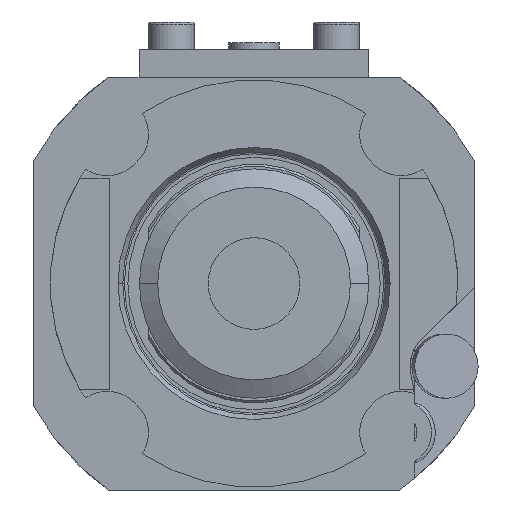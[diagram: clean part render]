
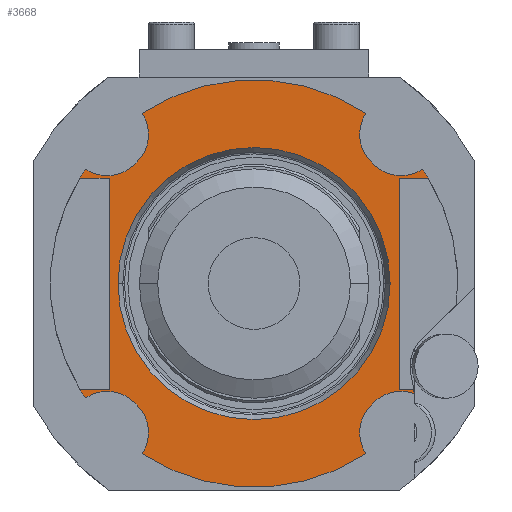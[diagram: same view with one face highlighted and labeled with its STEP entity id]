
A CAD part, left-side view. The second image highlights one B-rep face of the part: STEP entity #3668.
In plain terms, the highlighted planar face has unit normal (-1, 0, 0).
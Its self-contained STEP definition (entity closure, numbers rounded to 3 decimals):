
#248=CARTESIAN_POINT('',(-44.5,0.,0.));
#249=DIRECTION('',(1.,0.,0.));
#250=DIRECTION('',(0.,-0.549,-0.836));
#251=AXIS2_PLACEMENT_3D('',#248,#249,#250);
#269=CARTESIAN_POINT('',(-44.5,0.,0.));
#270=DIRECTION('',(-1.,0.,0.));
#271=DIRECTION('',(0.,0.827,0.562));
#272=AXIS2_PLACEMENT_3D('',#269,#270,#271);
#278=CARTESIAN_POINT('',(-44.5,0.,0.));
#279=DIRECTION('',(1.,0.,0.));
#280=DIRECTION('',(0.,0.827,-0.562));
#281=AXIS2_PLACEMENT_3D('',#278,#279,#280);
#299=CARTESIAN_POINT('',(-44.5,0.,0.));
#300=DIRECTION('',(-1.,0.,0.));
#301=DIRECTION('',(0.,-0.549,0.836));
#302=AXIS2_PLACEMENT_3D('',#299,#300,#301);
#320=CARTESIAN_POINT('',(-44.5,0.,0.));
#321=DIRECTION('',(-1.,0.,0.));
#322=DIRECTION('',(0.,-0.855,0.518));
#323=AXIS2_PLACEMENT_3D('',#320,#321,#322);
#391=DIRECTION('',(0.,-1.,0.));
#392=VECTOR('',#391,5.478);
#393=CARTESIAN_POINT('',(-44.5,37.978,-23.));
#394=LINE('',#393,#392);
#395=DIRECTION('',(0.,1.,0.));
#396=VECTOR('',#395,5.478);
#397=CARTESIAN_POINT('',(-44.5,32.5,23.));
#398=LINE('',#397,#396);
#399=CARTESIAN_POINT('',(-44.5,32.,32.));
#400=DIRECTION('',(-1.,0.,0.));
#401=DIRECTION('',(0.,0.557,-0.831));
#402=AXIS2_PLACEMENT_3D('',#399,#400,#401);
#404=DIRECTION('',(0.,-0.707,0.707));
#405=VECTOR('',#404,0.707);
#406=CARTESIAN_POINT('',(-44.5,25.99,25.99));
#407=LINE('',#406,#405);
#408=CARTESIAN_POINT('',(-44.5,31.5,32.5));
#409=DIRECTION('',(-1.,0.,0.));
#410=DIRECTION('',(0.,-0.707,-0.707));
#411=AXIS2_PLACEMENT_3D('',#408,#409,#410);
#413=CARTESIAN_POINT('',(-44.5,-31.5,32.5));
#414=DIRECTION('',(-1.,0.,0.));
#415=DIRECTION('',(0.,0.84,0.543));
#416=AXIS2_PLACEMENT_3D('',#413,#414,#415);
#418=DIRECTION('',(0.,-0.707,-0.707));
#419=VECTOR('',#418,0.707);
#420=CARTESIAN_POINT('',(-44.5,-25.49,26.49));
#421=LINE('',#420,#419);
#422=CARTESIAN_POINT('',(-44.5,-32.,32.));
#423=DIRECTION('',(-1.,0.,0.));
#424=DIRECTION('',(0.,0.707,-0.707));
#425=AXIS2_PLACEMENT_3D('',#422,#423,#424);
#427=DIRECTION('',(0.,1.,0.));
#428=VECTOR('',#427,5.478);
#429=CARTESIAN_POINT('',(-44.5,-37.978,23.));
#430=LINE('',#429,#428);
#431=DIRECTION('',(0.,0.,-1.));
#432=VECTOR('',#431,46.);
#433=CARTESIAN_POINT('',(-44.5,-32.5,23.));
#434=LINE('',#433,#432);
#435=DIRECTION('',(0.,-1.,0.));
#436=VECTOR('',#435,2.258);
#437=CARTESIAN_POINT('',(-44.5,-32.5,-23.));
#438=LINE('',#437,#436);
#439=DIRECTION('',(0.,-0.174,-0.985));
#440=VECTOR('',#439,1.04);
#441=CARTESIAN_POINT('',(-44.5,-34.758,-23.));
#442=LINE('',#441,#440);
#443=CARTESIAN_POINT('',(-44.5,-32.,-32.));
#444=DIRECTION('',(-1.,0.,0.));
#445=DIRECTION('',(0.,-0.346,0.938));
#446=AXIS2_PLACEMENT_3D('',#443,#444,#445);
#448=DIRECTION('',(0.,0.707,-0.707));
#449=VECTOR('',#448,0.707);
#450=CARTESIAN_POINT('',(-44.5,-25.99,-25.99));
#451=LINE('',#450,#449);
#452=CARTESIAN_POINT('',(-44.5,-31.5,-32.5));
#453=DIRECTION('',(-1.,0.,0.));
#454=DIRECTION('',(0.,0.707,0.707));
#455=AXIS2_PLACEMENT_3D('',#452,#453,#454);
#457=CARTESIAN_POINT('',(-44.5,31.5,-32.5));
#458=DIRECTION('',(-1.,0.,0.));
#459=DIRECTION('',(0.,-0.84,-0.543));
#460=AXIS2_PLACEMENT_3D('',#457,#458,#459);
#462=DIRECTION('',(0.,0.707,0.707));
#463=VECTOR('',#462,0.707);
#464=CARTESIAN_POINT('',(-44.5,25.49,-26.49));
#465=LINE('',#464,#463);
#466=CARTESIAN_POINT('',(-44.5,32.,-32.));
#467=DIRECTION('',(-1.,0.,0.));
#468=DIRECTION('',(0.,-0.707,0.707));
#469=AXIS2_PLACEMENT_3D('',#466,#467,#468);
#471=CARTESIAN_POINT('',(-44.5,0.,0.));
#472=DIRECTION('',(1.,0.,0.));
#473=DIRECTION('',(0.,-1.,0.));
#474=AXIS2_PLACEMENT_3D('',#471,#472,#473);
#476=CARTESIAN_POINT('',(-44.5,0.,0.));
#477=DIRECTION('',(-1.,0.,0.));
#478=DIRECTION('',(0.,-1.,0.));
#479=AXIS2_PLACEMENT_3D('',#476,#477,#478);
#493=DIRECTION('',(0.,0.,-1.));
#494=VECTOR('',#493,46.);
#495=CARTESIAN_POINT('',(-44.5,32.5,23.));
#496=LINE('',#495,#494);
#2677=CARTESIAN_POINT('',(-44.5,-29.655,0.));
#2678=CARTESIAN_POINT('',(-44.5,29.655,0.));
#2679=VERTEX_POINT('',#2677);
#2680=VERTEX_POINT('',#2678);
#2697=CARTESIAN_POINT('',(-44.5,37.978,23.));
#2698=VERTEX_POINT('',#2697);
#2699=CARTESIAN_POINT('',(-44.5,37.978,-23.));
#2700=VERTEX_POINT('',#2699);
#2701=CARTESIAN_POINT('',(-44.5,-37.978,23.));
#2702=VERTEX_POINT('',#2701);
#2703=CARTESIAN_POINT('',(-44.5,-25.99,25.99));
#2704=CARTESIAN_POINT('',(-44.5,-36.734,24.94));
#2705=VERTEX_POINT('',#2703);
#2706=VERTEX_POINT('',#2704);
#2707=CARTESIAN_POINT('',(-44.5,-24.364,37.118));
#2708=CARTESIAN_POINT('',(-44.5,-25.49,26.49));
#2709=VERTEX_POINT('',#2707);
#2710=VERTEX_POINT('',#2708);
#2711=CARTESIAN_POINT('',(-44.5,-25.99,-25.99));
#2712=CARTESIAN_POINT('',(-44.5,-25.49,-26.49));
#2713=VERTEX_POINT('',#2711);
#2714=VERTEX_POINT('',#2712);
#2715=CARTESIAN_POINT('',(-44.5,-24.364,-37.118));
#2716=VERTEX_POINT('',#2715);
#2717=CARTESIAN_POINT('',(-44.5,-34.939,-24.024));
#2718=VERTEX_POINT('',#2717);
#2719=CARTESIAN_POINT('',(-44.5,25.99,-25.99));
#2720=CARTESIAN_POINT('',(-44.5,36.734,-24.94));
#2721=VERTEX_POINT('',#2719);
#2722=VERTEX_POINT('',#2720);
#2723=CARTESIAN_POINT('',(-44.5,24.364,-37.118));
#2724=CARTESIAN_POINT('',(-44.5,25.49,-26.49));
#2725=VERTEX_POINT('',#2723);
#2726=VERTEX_POINT('',#2724);
#2727=CARTESIAN_POINT('',(-44.5,25.99,25.99));
#2728=CARTESIAN_POINT('',(-44.5,25.49,26.49));
#2729=VERTEX_POINT('',#2727);
#2730=VERTEX_POINT('',#2728);
#2731=CARTESIAN_POINT('',(-44.5,24.364,37.118));
#2732=VERTEX_POINT('',#2731);
#2733=CARTESIAN_POINT('',(-44.5,36.734,24.94));
#2734=VERTEX_POINT('',#2733);
#2737=CARTESIAN_POINT('',(-44.5,32.5,23.));
#2739=VERTEX_POINT('',#2737);
#2743=CARTESIAN_POINT('',(-44.5,-32.5,23.));
#2745=VERTEX_POINT('',#2743);
#2751=CARTESIAN_POINT('',(-44.5,-32.5,-23.));
#2752=VERTEX_POINT('',#2751);
#2753=CARTESIAN_POINT('',(-44.5,32.5,-23.));
#2754=VERTEX_POINT('',#2753);
#2761=CARTESIAN_POINT('',(-44.5,-34.758,-23.));
#2762=VERTEX_POINT('',#2761);
#3628=CARTESIAN_POINT('',(-44.5,0.,0.));
#3629=DIRECTION('',(-1.,0.,0.));
#3630=DIRECTION('',(0.,1.,0.));
#3631=AXIS2_PLACEMENT_3D('',#3628,#3629,#3630);
#3632=PLANE('',#3631);
#3634=ORIENTED_EDGE('',*,*,#3633,.T.);
#3636=ORIENTED_EDGE('',*,*,#3635,.F.);
#3638=ORIENTED_EDGE('',*,*,#3637,.T.);
#3639=ORIENTED_EDGE('',*,*,#3417,.F.);
#3640=ORIENTED_EDGE('',*,*,#3439,.T.);
#3641=ORIENTED_EDGE('',*,*,#3453,.T.);
#3642=ORIENTED_EDGE('',*,*,#3467,.T.);
#3643=ORIENTED_EDGE('',*,*,#3481,.F.);
#3644=ORIENTED_EDGE('',*,*,#3495,.T.);
#3645=ORIENTED_EDGE('',*,*,#3509,.T.);
#3646=ORIENTED_EDGE('',*,*,#3523,.T.);
#3647=ORIENTED_EDGE('',*,*,#3541,.F.);
#3648=ORIENTED_EDGE('',*,*,#3617,.T.);
#3649=ORIENTED_EDGE('',*,*,#3606,.T.);
#3650=ORIENTED_EDGE('',*,*,#3591,.T.);
#3651=ORIENTED_EDGE('',*,*,#3301,.T.);
#3652=ORIENTED_EDGE('',*,*,#3319,.T.);
#3653=ORIENTED_EDGE('',*,*,#3333,.T.);
#3654=ORIENTED_EDGE('',*,*,#3347,.T.);
#3655=ORIENTED_EDGE('',*,*,#3361,.T.);
#3656=ORIENTED_EDGE('',*,*,#3375,.T.);
#3657=ORIENTED_EDGE('',*,*,#3389,.T.);
#3658=ORIENTED_EDGE('',*,*,#3403,.T.);
#3659=ORIENTED_EDGE('',*,*,#3425,.T.);
#3660=EDGE_LOOP('',(#3634,#3636,#3638,#3639,#3640,#3641,#3642,#3643,#3644,#3645,
#3646,#3647,#3648,#3649,#3650,#3651,#3652,#3653,#3654,#3655,#3656,#3657,#3658,
#3659));
#3661=FACE_OUTER_BOUND('',#3660,.F.);
#3663=ORIENTED_EDGE('',*,*,#3662,.F.);
#3665=ORIENTED_EDGE('',*,*,#3664,.T.);
#3666=EDGE_LOOP('',(#3663,#3665));
#3667=FACE_BOUND('',#3666,.F.);
#3668=ADVANCED_FACE('',(#3661,#3667),#3632,.T.);
#252=CIRCLE('',#251,44.4);
#273=CIRCLE('',#272,44.4);
#282=CIRCLE('',#281,44.4);
#303=CIRCLE('',#302,44.4);
#324=CIRCLE('',#323,44.4);
#403=CIRCLE('',#402,8.5);
#412=CIRCLE('',#411,8.5);
#417=CIRCLE('',#416,8.5);
#426=CIRCLE('',#425,8.5);
#447=CIRCLE('',#446,8.5);
#456=CIRCLE('',#455,8.5);
#461=CIRCLE('',#460,8.5);
#470=CIRCLE('',#469,8.5);
#475=CIRCLE('',#474,29.655);
#480=CIRCLE('',#479,29.655);
#3301=EDGE_CURVE('',#2762,#2718,#442,.T.);
#3319=EDGE_CURVE('',#2718,#2713,#447,.T.);
#3333=EDGE_CURVE('',#2713,#2714,#451,.T.);
#3347=EDGE_CURVE('',#2714,#2716,#456,.T.);
#3361=EDGE_CURVE('',#2716,#2725,#252,.T.);
#3375=EDGE_CURVE('',#2725,#2726,#461,.T.);
#3389=EDGE_CURVE('',#2726,#2721,#465,.T.);
#3403=EDGE_CURVE('',#2721,#2722,#470,.T.);
#3417=EDGE_CURVE('',#2734,#2698,#273,.T.);
#3425=EDGE_CURVE('',#2722,#2700,#282,.T.);
#3439=EDGE_CURVE('',#2734,#2729,#403,.T.);
#3453=EDGE_CURVE('',#2729,#2730,#407,.T.);
#3467=EDGE_CURVE('',#2730,#2732,#412,.T.);
#3481=EDGE_CURVE('',#2709,#2732,#303,.T.);
#3495=EDGE_CURVE('',#2709,#2710,#417,.T.);
#3509=EDGE_CURVE('',#2710,#2705,#421,.T.);
#3523=EDGE_CURVE('',#2705,#2706,#426,.T.);
#3541=EDGE_CURVE('',#2702,#2706,#324,.T.);
#3591=EDGE_CURVE('',#2752,#2762,#438,.T.);
#3606=EDGE_CURVE('',#2745,#2752,#434,.T.);
#3617=EDGE_CURVE('',#2702,#2745,#430,.T.);
#3633=EDGE_CURVE('',#2700,#2754,#394,.T.);
#3635=EDGE_CURVE('',#2739,#2754,#496,.T.);
#3637=EDGE_CURVE('',#2739,#2698,#398,.T.);
#3662=EDGE_CURVE('',#2679,#2680,#475,.T.);
#3664=EDGE_CURVE('',#2679,#2680,#480,.T.);
